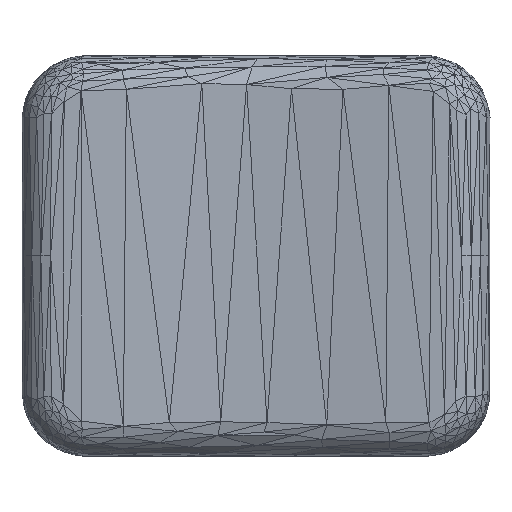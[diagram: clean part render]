
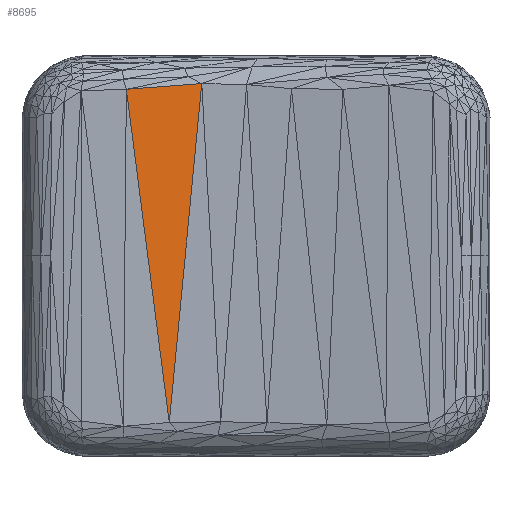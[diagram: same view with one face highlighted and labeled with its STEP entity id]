
A CAD part, top view. The second image highlights one B-rep face of the part: STEP entity #8695.
In plain terms, the highlighted planar face has unit normal (0.113, 0.001, 0.994).
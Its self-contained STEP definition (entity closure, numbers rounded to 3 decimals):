
#663=FACE_OUTER_BOUND('',#1393,.T.);
#1393=EDGE_LOOP('',(#7071,#7072,#7073));
#1944=LINE('',#13019,#3039);
#2479=LINE('',#14088,#3574);
#2480=LINE('',#14090,#3575);
#3039=VECTOR('',#10580,10.);
#3574=VECTOR('',#11823,10.);
#3575=VECTOR('',#11826,10.);
#3834=VERTEX_POINT('',#12981);
#3841=VERTEX_POINT('',#13016);
#3960=VERTEX_POINT('',#13675);
#4501=EDGE_CURVE('',#3834,#3841,#1944,.T.);
#5036=EDGE_CURVE('',#3960,#3841,#2479,.T.);
#5037=EDGE_CURVE('',#3960,#3834,#2480,.T.);
#7071=ORIENTED_EDGE('',*,*,#5036,.T.);
#7072=ORIENTED_EDGE('',*,*,#4501,.F.);
#7073=ORIENTED_EDGE('',*,*,#5037,.F.);
#7965=PLANE('',#9439);
#8695=ADVANCED_FACE('',(#663),#7965,.T.);
#9439=AXIS2_PLACEMENT_3D('',#14089,#11824,#11825);
#10580=DIRECTION('',(0.991,0.075,-0.113));
#11823=DIRECTION('',(0.095,0.995,-0.011));
#11824=DIRECTION('center_axis',(0.113,0.001,0.994));
#11825=DIRECTION('ref_axis',(0.994,0.,-0.113));
#11826=DIRECTION('',(-0.128,0.992,0.014));
#12981=CARTESIAN_POINT('',(-4.985,22.3,2.474));
#13016=CARTESIAN_POINT('',(-2.089,22.519,2.145));
#13019=CARTESIAN_POINT('',(-4.985,22.3,2.474));
#13675=CARTESIAN_POINT('',(-3.336,9.5,2.294));
#14088=CARTESIAN_POINT('',(-3.336,9.5,2.294));
#14089=CARTESIAN_POINT('Origin',(-4.985,22.3,2.474));
#14090=CARTESIAN_POINT('',(-3.336,9.5,2.294));
